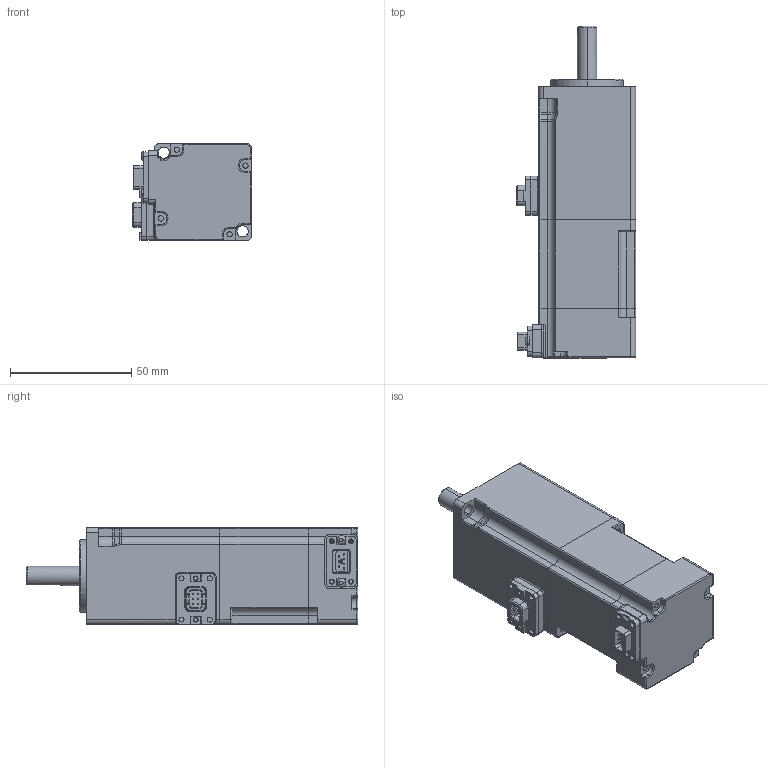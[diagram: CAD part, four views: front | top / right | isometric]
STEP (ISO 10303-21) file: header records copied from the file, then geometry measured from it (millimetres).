
FILE_DESCRIPTION (( 'STEP AP203' ), '1' );
FILE_NAME ('MS6H-40-CS(M)30BZ3-20P1.STEP', '2021-12-08T11:25:26', ( '' ), ( '' ), 'SwSTEP 2.0', 'SolidWorks 2016', '' );
FILE_SCHEMA (( 'CONFIG_CONTROL_DESIGN' ));
Length unit declared in the file: millimetre
Products named in the file (1): MS6H-40-CS(M)30BZ3-20P1
Bounding box: 49.2 x 137 x 40 mm (x, y, z)
Surface area: 24675 mm2 (no closed solid volume)
Topology: 0 solids, 12 shells, 582 faces, 2011 edges, 1419 vertices
Faces by surface type: plane 275, cylinder 216, torus 44, cone 26, bspline 12, sphere 9
Entity records: 22460 total; most frequent: CARTESIAN_POINT 5265, DIRECTION 3596, ORIENTED_EDGE 3197, EDGE_CURVE 2002, VERTEX_POINT 1419, LINE 1380, VECTOR 1380, AXIS2_PLACEMENT_3D 1108
